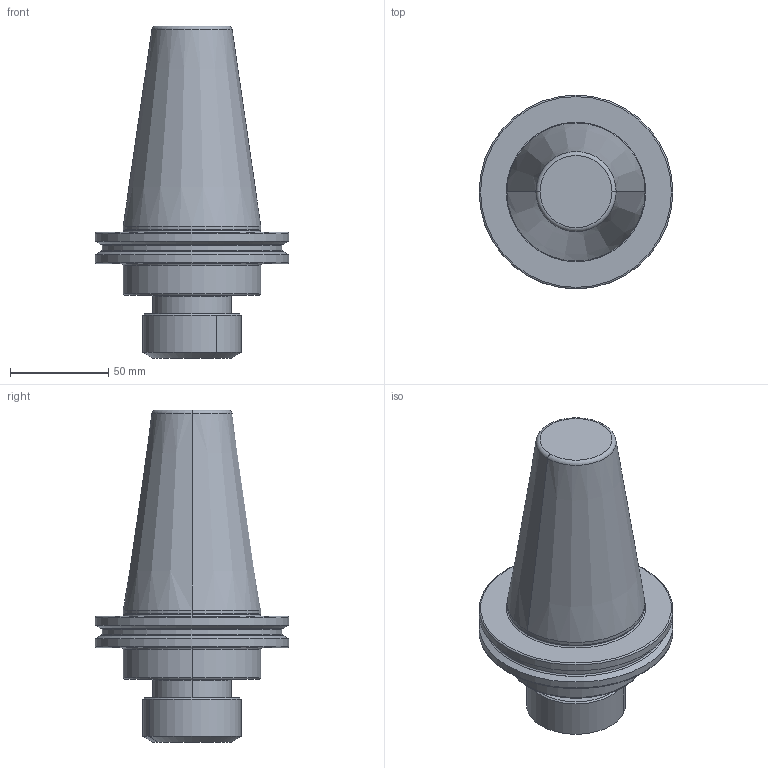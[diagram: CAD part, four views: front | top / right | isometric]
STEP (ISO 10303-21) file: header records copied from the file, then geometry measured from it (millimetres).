
FILE_DESCRIPTION(/* description */ (''),/* implementation_level */ '2;1');
FILE_NAME(/* name */ '1660120787708.stp',/* time_stamp */ '2022-08-10T14:09:56+06:00',/* author */ (''),/* organization */ ('SMS'),/* preprocessor_version */ 'ST-DEVELOPER v16.7',/* originating_system */ 'SIEMENS PLM Software NX 12.0',/* authorisation */ '');
FILE_SCHEMA (('AUTOMOTIVE_DESIGN { 1 0 10303 214 3 1 1 1 }'));
Length unit declared in the file: millimetre
Products named in the file (1): 204265289mod000_00
Bounding box: 98.42 x 98.42 x 168.6 mm (x, y, z)
Volume: 491060.1 mm3; surface area: 45885.7 mm2
Topology: 1 solids, 1 shells, 45 faces, 87 edges, 53 vertices
Faces by surface type: torus 16, cylinder 11, cone 10, plane 8
Full cylindrical faces by diameter (mm): 91.29 x1, 98.42 x2
Entity records: 1224 total; most frequent: DIRECTION 251, CARTESIAN_POINT 189, ORIENTED_EDGE 174, AXIS2_PLACEMENT_3D 115, EDGE_CURVE 87, CIRCLE 66, EDGE_LOOP 51, VERTEX_POINT 50
